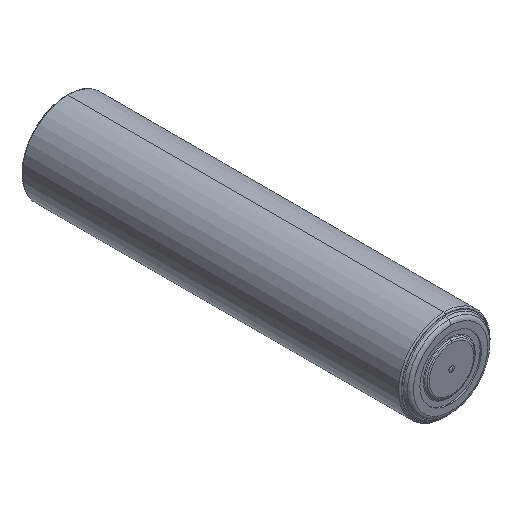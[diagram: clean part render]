
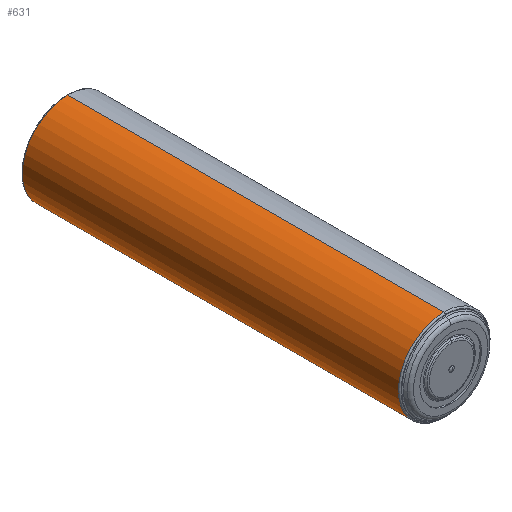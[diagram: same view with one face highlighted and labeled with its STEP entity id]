
A CAD part, isometric view. The second image highlights one B-rep face of the part: STEP entity #631.
In plain terms, the highlighted cylindrical face has radius 5.1 mm (diameter 10.2 mm), a partial arc.
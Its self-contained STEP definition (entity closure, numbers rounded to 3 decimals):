
#41 = LINE ( 'NONE', #42, #1024 ) ;
#42 = CARTESIAN_POINT ( 'NONE',  ( 0., 0., -5.1 ) ) ;
#51 = DIRECTION ( 'NONE',  ( 0., -1., 0. ) ) ;
#59 = CARTESIAN_POINT ( 'NONE',  ( 0., 43.1, -5.1 ) ) ;
#108 = DIRECTION ( 'NONE',  ( 0., -1., 0. ) ) ;
#111 = FACE_OUTER_BOUND ( 'NONE', #679, .T. ) ;
#112 = CARTESIAN_POINT ( 'NONE',  ( 0., 0., 0. ) ) ;
#113 = CYLINDRICAL_SURFACE ( 'NONE', #1003, 5.1 ) ;
#114 = DIRECTION ( 'NONE',  ( 0., 0., -1. ) ) ;
#131 = CARTESIAN_POINT ( 'NONE',  ( 0., 0.95, -5.1 ) ) ;
#252 = VERTEX_POINT ( 'NONE', #675 ) ;
#267 = VERTEX_POINT ( 'NONE', #765 ) ;
#278 = ORIENTED_EDGE ( 'NONE', *, *, #597, .F. ) ;
#323 = LINE ( 'NONE', #324, #967 ) ;
#324 = CARTESIAN_POINT ( 'NONE',  ( 0., 0., 5.1 ) ) ;
#325 = DIRECTION ( 'NONE',  ( 0., -1., 0. ) ) ;
#397 = ORIENTED_EDGE ( 'NONE', *, *, #606, .F. ) ;
#409 = ORIENTED_EDGE ( 'NONE', *, *, #667, .T. ) ;
#593 = EDGE_CURVE ( 'NONE', #267, #722, #1005, .T. ) ;
#597 = EDGE_CURVE ( 'NONE', #252, #729, #929, .T. ) ;
#606 = EDGE_CURVE ( 'NONE', #267, #252, #323, .T. ) ;
#631 = ADVANCED_FACE ( 'NONE', ( #111 ), #113, .T. ) ;
#667 = EDGE_CURVE ( 'NONE', #722, #729, #41, .T. ) ;
#675 = CARTESIAN_POINT ( 'NONE',  ( 0., 0.95, 5.1 ) ) ;
#679 = EDGE_LOOP ( 'NONE', ( #397, #802, #409, #278 ) ) ;
#713 = CARTESIAN_POINT ( 'NONE',  ( 0., 43.1, 0. ) ) ;
#714 = DIRECTION ( 'NONE',  ( 0., -1., 0. ) ) ;
#715 = DIRECTION ( 'NONE',  ( 0., 0., -1. ) ) ;
#722 = VERTEX_POINT ( 'NONE', #59 ) ;
#729 = VERTEX_POINT ( 'NONE', #131 ) ;
#765 = CARTESIAN_POINT ( 'NONE',  ( 0., 43.1, 5.1 ) ) ;
#802 = ORIENTED_EDGE ( 'NONE', *, *, #593, .T. ) ;
#819 = CARTESIAN_POINT ( 'NONE',  ( 0., 0.95, 0. ) ) ;
#820 = DIRECTION ( 'NONE',  ( 0., -1., 0. ) ) ;
#821 = DIRECTION ( 'NONE',  ( 0., 0., -1. ) ) ;
#863 = AXIS2_PLACEMENT_3D ( 'NONE', #819, #820, #821 ) ;
#929 = CIRCLE ( 'NONE', #863, 5.1 ) ;
#932 = AXIS2_PLACEMENT_3D ( 'NONE', #713, #714, #715 ) ;
#967 = VECTOR ( 'NONE', #325, 1000. ) ;
#1003 = AXIS2_PLACEMENT_3D ( 'NONE', #112, #108, #114 ) ;
#1005 = CIRCLE ( 'NONE', #932, 5.1 ) ;
#1024 = VECTOR ( 'NONE', #51, 1000. ) ;
